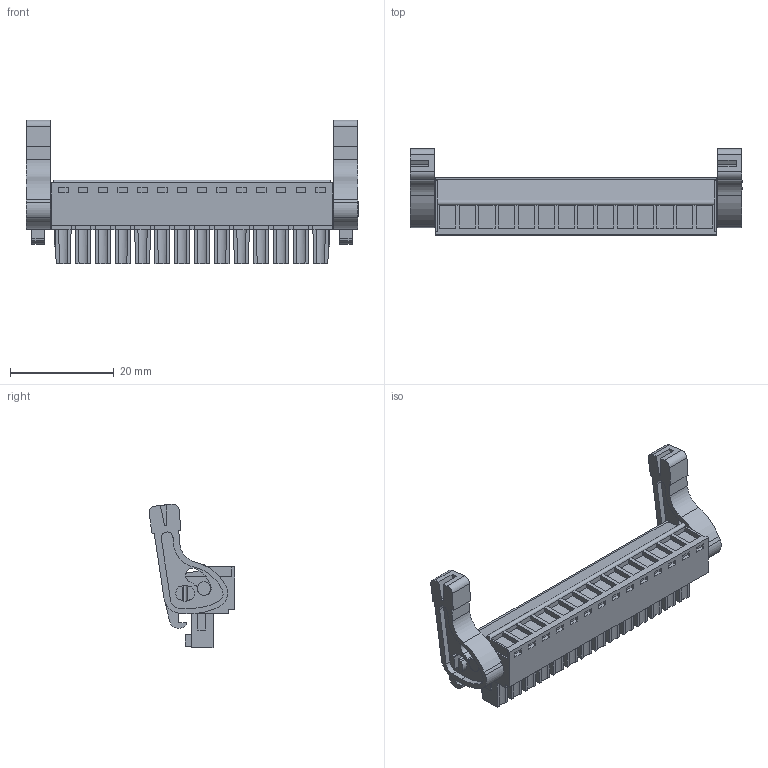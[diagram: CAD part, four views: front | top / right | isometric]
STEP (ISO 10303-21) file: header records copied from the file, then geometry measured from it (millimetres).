
FILE_DESCRIPTION(('CATIA V5 STEP','CAx-IF Rec.Pracs.--- Model Styling and Organization---1.2---2011-12-15'),'2;1');
FILE_NAME ('D1462223_0_2442570000_2442570000.stp','2017-07-31T14:56:40+00:00',('none'),('Weidmueller'),'CATIA Version 5-6 Release 2014','CATIA V5 STEP AP214','none');
FILE_SCHEMA(('AUTOMOTIVE_DESIGN { 1 0 10303 214 1 1 1 1 }'));
Length unit declared in the file: millimetre
Products named in the file (1): 2442570000
Bounding box: 63.93 x 16.55 x 27.68 mm (x, y, z)
Volume: 6677.6 mm3; surface area: 6742.9 mm2
Topology: 17 solids, 17 shells, 866 faces, 2247 edges, 1486 vertices
Faces by surface type: plane 667, cylinder 199
Entity records: 25078 total; most frequent: CARTESIAN_POINT 4499, ORIENTED_EDGE 4480, DIRECTION 3260, EDGE_CURVE 2240, VECTOR 1736, LINE 1736, VERTEX_POINT 1484, AXIS2_PLACEMENT_3D 988
